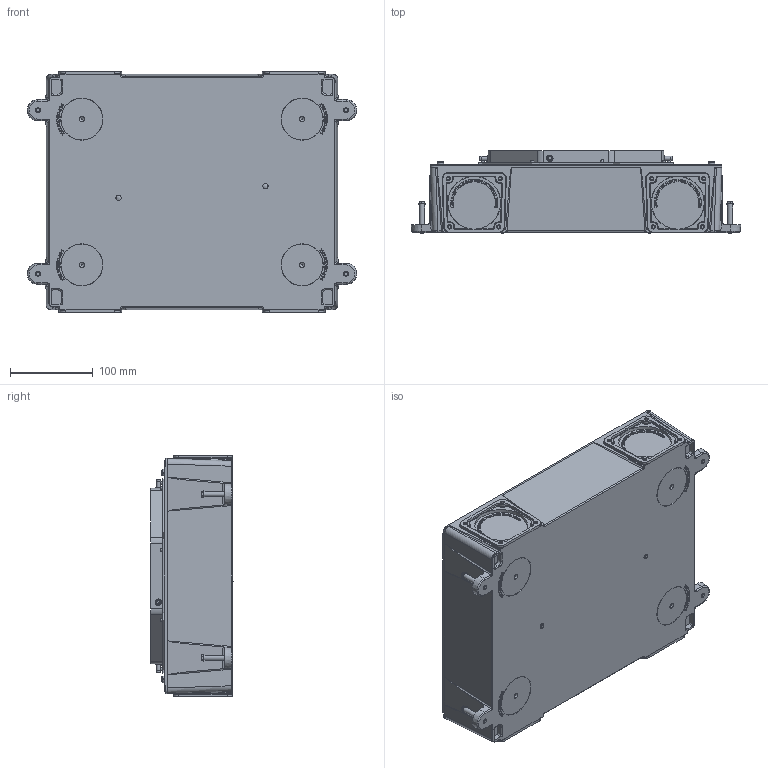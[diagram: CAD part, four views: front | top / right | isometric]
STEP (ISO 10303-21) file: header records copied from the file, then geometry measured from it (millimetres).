
FILE_DESCRIPTION(/* description */ (''),/* implementation_level */ '2;1');
FILE_NAME(/* name */ 'CFB4G30PFBRE.stp',/* time_stamp */ '2023-10-17T13:57:19-04:00',/* author */ ('adiakomis'),/* organization */ (''),/* preprocessor_version */ 'ST-DEVELOPER v18.1',/* originating_system */ 'AutoCAD Mechanical',/* authorisation */ '');
FILE_SCHEMA (('AUTOMOTIVE_DESIGN { 1 0 10303 214 3 1 1 }'));
Products named in the file (2): Product; M-14128_Shrinkwrap_1
Assembly tree (1 placements, depth 2):
  Product
    M-14128_Shrinkwrap_1
Bounding box: 398.78 x 99.63 x 291.08 mm (x, y, z)
Volume: 8781280.8 mm3; surface area: 348181.9 mm2
Topology: 1 solids, 35 shells, 3622 faces, 9271 edges, 6046 vertices
Faces by surface type: plane 2221, bspline 849, cylinder 276, cone 218, torus 48, sphere 10
Full cylindrical faces by diameter (mm): 3.175 x4, 3.251 x2, 3.302 x4, 3.327 x4, 3.404 x4, 3.556 x8, 4.067 x4, 4.496 x4, 4.928 x4, 5.08 x4, 5.182 x4, 5.258 x4, 6.35 x6, 7.874 x4, 7.976 x4, 8.509 x4, 50.394 x4, 50.902 x4
Entity records: 117538 total; most frequent: CARTESIAN_POINT 35354, ORIENTED_EDGE 18510, DIRECTION 13938, EDGE_CURVE 9255, LINE 6236, VECTOR 6236, VERTEX_POINT 6046, EDGE_LOOP 3989
